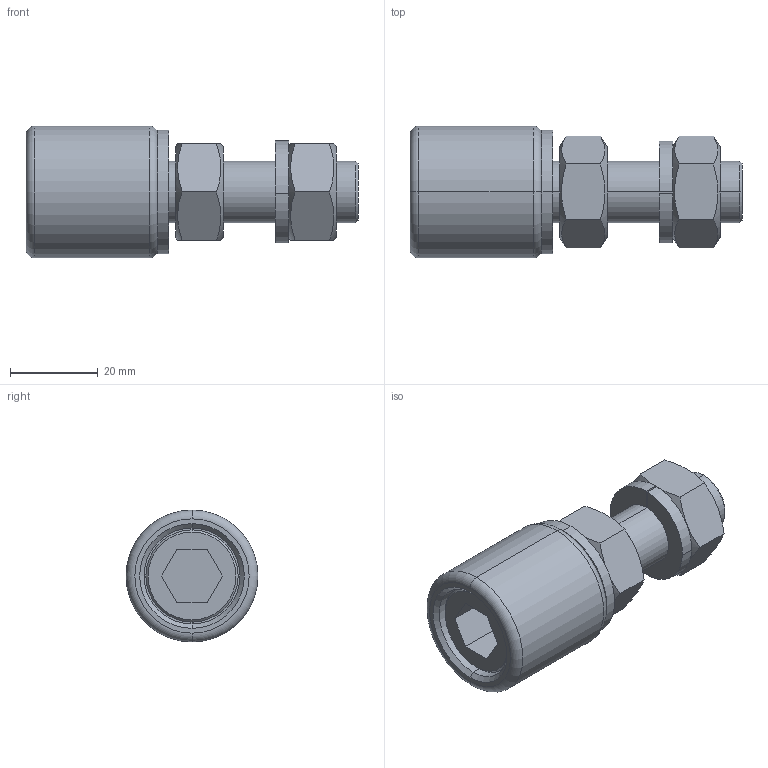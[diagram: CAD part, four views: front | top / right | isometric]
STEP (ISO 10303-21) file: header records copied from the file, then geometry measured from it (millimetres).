
FILE_DESCRIPTION (( 'STEP AP214' ), '1' );
FILE_NAME ('0026856.step', '2022-05-05T10:13:37', ( '' ), ( '' ), 'SwSTEP 2.0', 'SolidWorks 2020', '' );
FILE_SCHEMA (( 'AUTOMOTIVE_DESIGN' ));
Length unit declared in the file: millimetre
Products named in the file (1): 0026856
Bounding box: 75.5 x 30 x 30 mm (x, y, z)
Volume: 33532.9 mm3; surface area: 15542.6 mm2
Topology: 6 solids, 6 shells, 89 faces, 200 edges, 126 vertices
Faces by surface type: plane 35, cone 26, cylinder 24, torus 4
Entity records: 3778 total; most frequent: CARTESIAN_POINT 704, DIRECTION 430, ORIENTED_EDGE 400, EDGE_CURVE 200, AXIS2_PLACEMENT_3D 172, VERTEX_POINT 126, EDGE_LOOP 100, UNCERTAINTY_MEASURE_WITH_UNIT 97
